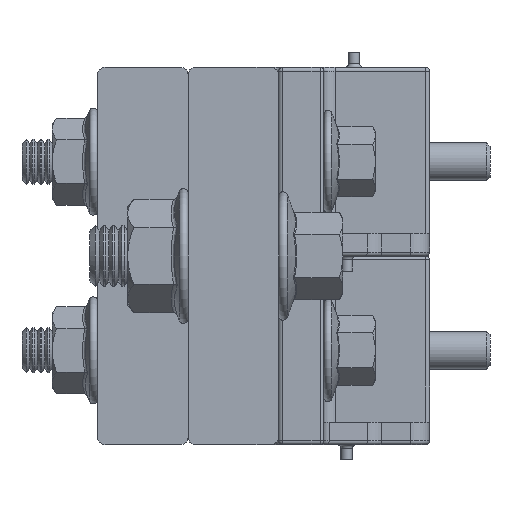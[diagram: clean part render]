
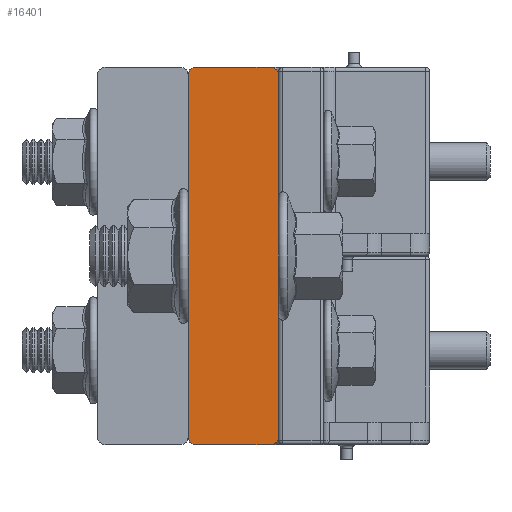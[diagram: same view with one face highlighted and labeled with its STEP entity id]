
A CAD part, left-side view. The second image highlights one B-rep face of the part: STEP entity #16401.
In plain terms, the highlighted planar face has unit normal (-1, 0, 0).
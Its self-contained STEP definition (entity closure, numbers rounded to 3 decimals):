
#1037=PLANE('',#17506);
#1383=FACE_OUTER_BOUND('',#2391,.T.);
#2391=EDGE_LOOP('',(#11054,#11055,#11056,#11057,#11058,#11059,#11060,#11061));
#3426=LINE('',#23957,#4756);
#3442=LINE('',#24326,#4772);
#3443=LINE('',#24330,#4773);
#3444=LINE('',#24334,#4774);
#4756=VECTOR('',#19225,1000.);
#4772=VECTOR('',#19243,1000.);
#4773=VECTOR('',#19246,1000.);
#4774=VECTOR('',#19249,1000.);
#6087=CIRCLE('',#17507,1.);
#6088=CIRCLE('',#17508,1.);
#6089=CIRCLE('',#17509,1.);
#6090=CIRCLE('',#17510,1.);
#6853=VERTEX_POINT('',#23954);
#6854=VERTEX_POINT('',#23956);
#6881=VERTEX_POINT('',#24324);
#6882=VERTEX_POINT('',#24325);
#6883=VERTEX_POINT('',#24327);
#6884=VERTEX_POINT('',#24329);
#6885=VERTEX_POINT('',#24331);
#6886=VERTEX_POINT('',#24333);
#8456=EDGE_CURVE('',#6853,#6854,#3426,.T.);
#8484=EDGE_CURVE('',#6881,#6882,#3442,.T.);
#8485=EDGE_CURVE('',#6882,#6883,#6087,.T.);
#8486=EDGE_CURVE('',#6883,#6884,#3443,.T.);
#8487=EDGE_CURVE('',#6884,#6885,#6088,.T.);
#8488=EDGE_CURVE('',#6886,#6885,#3444,.T.);
#8489=EDGE_CURVE('',#6886,#6854,#6089,.T.);
#8490=EDGE_CURVE('',#6853,#6881,#6090,.T.);
#11054=ORIENTED_EDGE('',*,*,#8484,.T.);
#11055=ORIENTED_EDGE('',*,*,#8485,.T.);
#11056=ORIENTED_EDGE('',*,*,#8486,.T.);
#11057=ORIENTED_EDGE('',*,*,#8487,.T.);
#11058=ORIENTED_EDGE('',*,*,#8488,.F.);
#11059=ORIENTED_EDGE('',*,*,#8489,.T.);
#11060=ORIENTED_EDGE('',*,*,#8456,.F.);
#11061=ORIENTED_EDGE('',*,*,#8490,.T.);
#16401=ADVANCED_FACE('',(#1383),#1037,.F.);
#17506=AXIS2_PLACEMENT_3D('',#24323,#19241,#19242);
#17507=AXIS2_PLACEMENT_3D('',#24328,#19244,#19245);
#17508=AXIS2_PLACEMENT_3D('',#24332,#19247,#19248);
#17509=AXIS2_PLACEMENT_3D('',#24335,#19250,#19251);
#17510=AXIS2_PLACEMENT_3D('',#24336,#19252,#19253);
#19225=DIRECTION('',(0.,0.,1.));
#19241=DIRECTION('center_axis',(1.,0.,0.));
#19242=DIRECTION('ref_axis',(0.,0.,-1.));
#19243=DIRECTION('',(0.,-1.,0.));
#19244=DIRECTION('center_axis',(-1.,0.,0.));
#19245=DIRECTION('ref_axis',(0.,0.,-1.));
#19246=DIRECTION('',(0.,0.,1.));
#19247=DIRECTION('center_axis',(-1.,0.,0.));
#19248=DIRECTION('ref_axis',(0.,0.,-1.));
#19249=DIRECTION('',(0.,-1.,0.));
#19250=DIRECTION('center_axis',(-1.,0.,0.));
#19251=DIRECTION('ref_axis',(0.,0.,-1.));
#19252=DIRECTION('center_axis',(-1.,0.,0.));
#19253=DIRECTION('ref_axis',(0.,0.,-1.));
#23954=CARTESIAN_POINT('',(-59.25,12.,-24.));
#23956=CARTESIAN_POINT('',(-59.25,12.,24.));
#23957=CARTESIAN_POINT('',(-59.25,12.,25.));
#24323=CARTESIAN_POINT('Origin',(-59.25,12.,25.));
#24324=CARTESIAN_POINT('',(-59.25,11.,-25.));
#24325=CARTESIAN_POINT('',(-59.25,1.,-25.));
#24326=CARTESIAN_POINT('',(-59.25,12.,-25.));
#24327=CARTESIAN_POINT('',(-59.25,0.,-24.));
#24328=CARTESIAN_POINT('Origin',(-59.25,1.,-24.));
#24329=CARTESIAN_POINT('',(-59.25,0.,24.));
#24330=CARTESIAN_POINT('',(-59.25,0.,25.));
#24331=CARTESIAN_POINT('',(-59.25,1.,25.));
#24332=CARTESIAN_POINT('Origin',(-59.25,1.,24.));
#24333=CARTESIAN_POINT('',(-59.25,11.,25.));
#24334=CARTESIAN_POINT('',(-59.25,12.,25.));
#24335=CARTESIAN_POINT('Origin',(-59.25,11.,24.));
#24336=CARTESIAN_POINT('Origin',(-59.25,11.,-24.));
